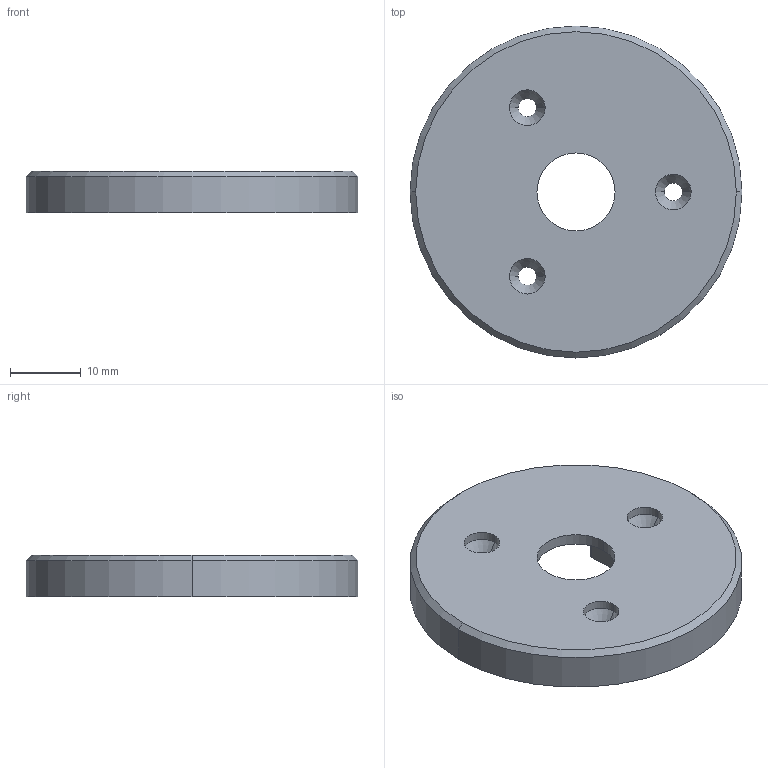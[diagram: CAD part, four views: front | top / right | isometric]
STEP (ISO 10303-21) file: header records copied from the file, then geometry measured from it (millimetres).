
FILE_DESCRIPTION (( 'STEP AP214' ), '1' );
FILE_NAME ('电池架外壳(顶部亚克力).STEP', '2024-03-21T05:32:50', ( '' ), ( '' ), 'SwSTEP 2.0', 'SolidWorks 2021', '' );
FILE_SCHEMA (( 'AUTOMOTIVE_DESIGN' ));
Length unit declared in the file: millimetre
Products named in the file (1): 电池架外壳(顶部亚克力)
Bounding box: 46.8 x 46.8 x 5.9 mm (x, y, z)
Volume: 5997.1 mm3; surface area: 4781.7 mm2
Topology: 1 solids, 1 shells, 96 faces, 259 edges, 168 vertices
Faces by surface type: cylinder 53, plane 35, cone 8
Entity records: 3089 total; most frequent: DIRECTION 561, CARTESIAN_POINT 524, ORIENTED_EDGE 518, EDGE_CURVE 259, AXIS2_PLACEMENT_3D 205, VERTEX_POINT 168, VECTOR 151, LINE 151
